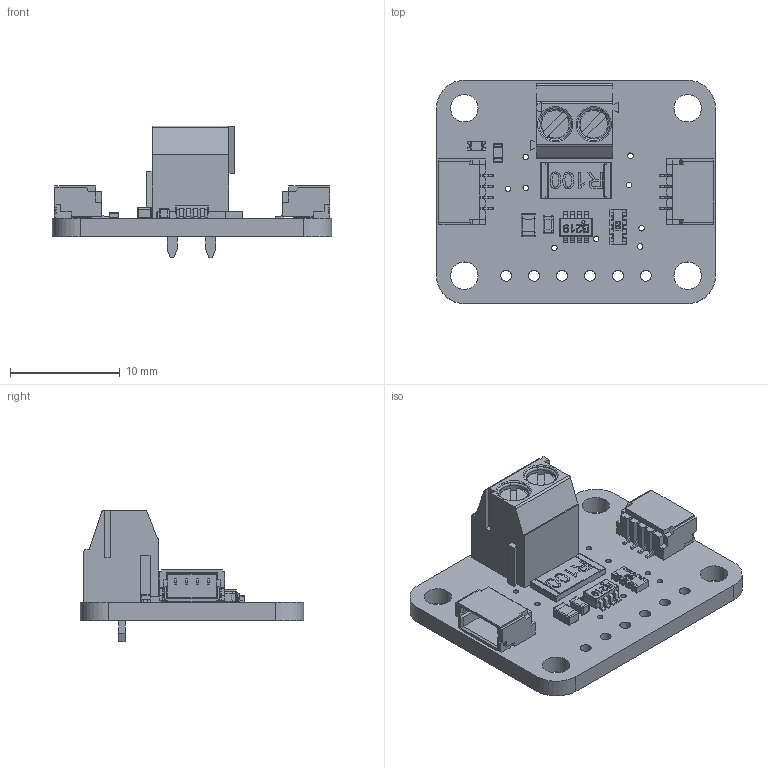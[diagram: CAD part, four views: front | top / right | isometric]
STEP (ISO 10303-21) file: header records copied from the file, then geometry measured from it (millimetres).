
FILE_DESCRIPTION(/* description */ (''),/* implementation_level */ '2;1');
FILE_NAME(/* name */ 'Adafruit INA219 STEMMA QT.step',/* time_stamp */ '2022-04-03T21:21:11-05:00',/* author */ (''),/* organization */ (''),/* preprocessor_version */ 'ST-DEVELOPER v18.1',/* originating_system */ 'Autodesk Translation Framework v10.14.0.1471',/* authorisation */ '');
FILE_SCHEMA (('AUTOMOTIVE_DESIGN { 1 0 10303 214 3 1 1 }'));
Length unit declared in the file: millimetre
Products named in the file (11): Adafruit INA219 STEMMA QT; Printed Circuit Board; RESC-2512-R100; LED 0603 single color; CAPC-0805-T0.95-BN; CAPC-0603-T0.9-BN; RESC-0603; YC164_RESPACK; qwicc; B219; Screw Terminal 2pin 3.5mm Pitch
Assembly tree (11 placements, depth 2):
  Adafruit INA219 STEMMA QT
    Printed Circuit Board
    RESC-2512-R100
    LED 0603 single color
    CAPC-0805-T0.95-BN
    CAPC-0603-T0.9-BN
    RESC-0603
    YC164_RESPACK
    qwicc  x2
    B219
    Screw Terminal 2pin 3.5mm Pitch
Bounding box: 25.4 x 20.32 x 12 mm (x, y, z)
Volume: 1218.1 mm3; surface area: 2275.6 mm2
Topology: 50 solids, 50 shells, 1525 faces, 4111 edges, 2681 vertices
Faces by surface type: plane 899, bspline 351, cylinder 237, sphere 24, cone 8, torus 6
Full cylindrical faces by diameter (mm): 0.3 x2, 0.5 x17, 1 x8, 2.5 x4, 2.9 x2, 3 x4
Entity records: 46317 total; most frequent: CARTESIAN_POINT 15261, ORIENTED_EDGE 6886, DIRECTION 5143, EDGE_CURVE 3443, LINE 2259, VECTOR 2259, VERTEX_POINT 2255, AXIS2_PLACEMENT_3D 1442
